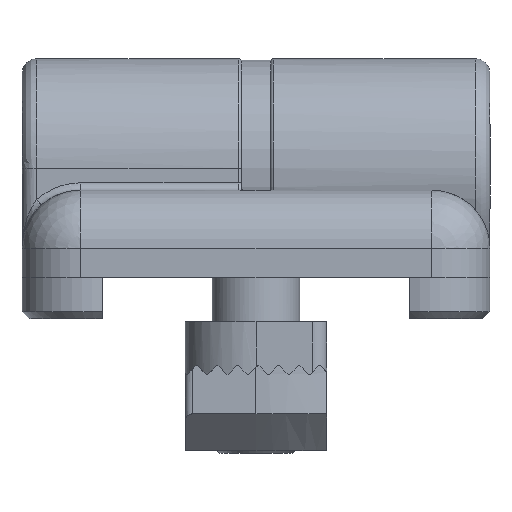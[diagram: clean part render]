
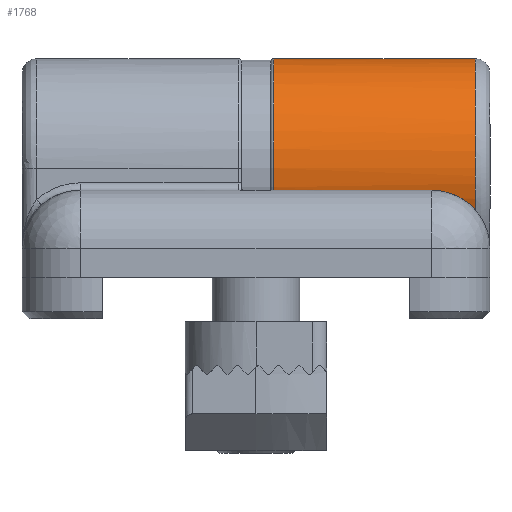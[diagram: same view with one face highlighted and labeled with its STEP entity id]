
A CAD part, front view. The second image highlights one B-rep face of the part: STEP entity #1768.
In plain terms, the highlighted cylindrical face has radius 7.5 mm (diameter 15 mm), a partial arc.
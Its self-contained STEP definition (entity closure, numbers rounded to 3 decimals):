
#1768=ADVANCED_FACE('',(#2116),#2117,.T.);
#2116=FACE_OUTER_BOUND('',#2635,.T.);
#2117=CYLINDRICAL_SURFACE('',#2636,7.5);
#2635=EDGE_LOOP('',(#3811,#3812,#3813,#3814,#3815));
#2636=AXIS2_PLACEMENT_3D('',#3816,#3817,#3818);
#3811=ORIENTED_EDGE('',*,*,#4131,.T.);
#3812=ORIENTED_EDGE('',*,*,#4235,.T.);
#3813=ORIENTED_EDGE('',*,*,#4234,.T.);
#3814=ORIENTED_EDGE('',*,*,#4176,.F.);
#3815=ORIENTED_EDGE('',*,*,#4129,.T.);
#3816=CARTESIAN_POINT('',(0.,-16.0,0.0));
#3817=DIRECTION('',(0.,1.0,0.));
#3818=DIRECTION('',(-1.0,0.,0.0));
#4129=EDGE_CURVE('',#4684,#4703,#4704,.T.);
#4131=EDGE_CURVE('',#4703,#4705,#4707,.T.);
#4176=EDGE_CURVE('',#4684,#4784,#4785,.T.);
#4234=EDGE_CURVE('',#4847,#4784,#4872,.F.);
#4235=EDGE_CURVE('',#4705,#4847,#4873,.T.);
#4684=VERTEX_POINT('',#5616);
#4703=VERTEX_POINT('',#5673);
#4704=B_SPLINE_CURVE_WITH_KNOTS('',3,(#5674,#5675,#5676,#5677,#5678,#5679,#5680,#5681,#5682,#5683,#5684,#5685,#5686,#5687,#5688,#5689,#5690,#5691,#5692,#5693,#5694,#5695,#5696,#5697,#5698,#5699,#5700),.UNSPECIFIED.,.F.,.F.,(4,1,1,1,1,1,1,1,1,1,1,1,1,1,1,1,1,1,1,1,1,1,1,1,4),(0.0,0.024,0.047,0.07,0.091,0.111,0.131,0.15,0.168,0.185,0.201,0.216,0.231,0.244,0.257,0.388,0.505,0.632,0.751,0.789,0.829,0.869,0.912,0.955,1.0),.UNSPECIFIED.);
#4705=VERTEX_POINT('',#5701);
#4707=B_SPLINE_CURVE_WITH_KNOTS('',3,(#5703,#5704,#5705,#5706,#5707,#5708,#5709,#5710,#5711,#5712,#5713,#5714,#5715,#5716,#5717,#5718,#5719,#5720),.UNSPECIFIED.,.F.,.F.,(4,2,2,2,2,2,2,2,4),(0.0,0.125,0.25,0.375,0.5,0.625,0.75,0.875,1.0),.UNSPECIFIED.);
#4784=VERTEX_POINT('',#5868);
#4785=B_SPLINE_CURVE_WITH_KNOTS('',1,(#5869,#5870),.UNSPECIFIED.,.F.,.F.,(2,2),(0.0,1.0),.UNSPECIFIED.);
#4847=VERTEX_POINT('',#5967);
#4872=CIRCLE('',#6026,7.5);
#4873=LINE('',#6027,#6028);
#5616=CARTESIAN_POINT('',(0.,-16.,-7.5));
#5673=CARTESIAN_POINT('',(-7.5,-15.0,0.));
#5674=CARTESIAN_POINT('',(0.,-16.,-7.5));
#5675=CARTESIAN_POINT('',(-0.094,-15.984,-7.499));
#5676=CARTESIAN_POINT('',(-0.277,-15.953,-7.497));
#5677=CARTESIAN_POINT('',(-0.548,-15.907,-7.481));
#5678=CARTESIAN_POINT('',(-0.807,-15.864,-7.458));
#5679=CARTESIAN_POINT('',(-1.055,-15.822,-7.427));
#5680=CARTESIAN_POINT('',(-1.292,-15.782,-7.389));
#5681=CARTESIAN_POINT('',(-1.517,-15.744,-7.346));
#5682=CARTESIAN_POINT('',(-1.732,-15.708,-7.298));
#5683=CARTESIAN_POINT('',(-1.934,-15.674,-7.247));
#5684=CARTESIAN_POINT('',(-2.126,-15.642,-7.193));
#5685=CARTESIAN_POINT('',(-2.306,-15.612,-7.137));
#5686=CARTESIAN_POINT('',(-2.475,-15.584,-7.08));
#5687=CARTESIAN_POINT('',(-2.633,-15.558,-7.023));
#5688=CARTESIAN_POINT('',(-2.781,-15.533,-6.966));
#5689=CARTESIAN_POINT('',(-3.349,-15.44,-6.732));
#5690=CARTESIAN_POINT('',(-4.251,-15.298,-6.237));
#5691=CARTESIAN_POINT('',(-5.386,-15.133,-5.286));
#5692=CARTESIAN_POINT('',(-6.293,-15.026,-4.167));
#5693=CARTESIAN_POINT('',(-6.82,-14.998,-3.17));
#5694=CARTESIAN_POINT('',(-7.095,-15.,-2.446));
#5695=CARTESIAN_POINT('',(-7.233,-15.,-2.));
#5696=CARTESIAN_POINT('',(-7.348,-15.,-1.531));
#5697=CARTESIAN_POINT('',(-7.433,-15.,-1.039));
#5698=CARTESIAN_POINT('',(-7.489,-15.,-0.526));
#5699=CARTESIAN_POINT('',(-7.496,-15.,-0.177));
#5700=CARTESIAN_POINT('',(-7.5,-15.0,0.));
#5701=CARTESIAN_POINT('',(7.5,-15.0,0.));
#5703=CARTESIAN_POINT('',(-7.5,-15.0,0.));
#5704=CARTESIAN_POINT('',(-7.5,-15.0,0.982));
#5705=CARTESIAN_POINT('',(-7.305,-15.0,1.963));
#5706=CARTESIAN_POINT('',(-6.553,-15.0,3.777));
#5707=CARTESIAN_POINT('',(-5.998,-15.0,4.609));
#5708=CARTESIAN_POINT('',(-4.609,-15.0,5.998));
#5709=CARTESIAN_POINT('',(-3.777,-15.0,6.553));
#5710=CARTESIAN_POINT('',(-1.963,-15.0,7.305));
#5711=CARTESIAN_POINT('',(-0.982,-15.0,7.5));
#5712=CARTESIAN_POINT('',(0.982,-15.0,7.5));
#5713=CARTESIAN_POINT('',(1.963,-15.0,7.305));
#5714=CARTESIAN_POINT('',(3.777,-15.0,6.553));
#5715=CARTESIAN_POINT('',(4.609,-15.0,5.998));
#5716=CARTESIAN_POINT('',(5.998,-15.0,4.609));
#5717=CARTESIAN_POINT('',(6.553,-15.0,3.777));
#5718=CARTESIAN_POINT('',(7.305,-15.0,1.963));
#5719=CARTESIAN_POINT('',(7.5,-15.0,0.982));
#5720=CARTESIAN_POINT('',(7.5,-15.0,0.));
#5868=CARTESIAN_POINT('',(0.,-1.2,-7.5));
#5869=CARTESIAN_POINT('',(0.,-16.,-7.5));
#5870=CARTESIAN_POINT('',(0.,-1.2,-7.5));
#5967=CARTESIAN_POINT('',(7.5,-1.2,0.));
#6026=AXIS2_PLACEMENT_3D('',#6627,#6628,#6629);
#6027=CARTESIAN_POINT('',(7.5,-16.0,0.));
#6028=VECTOR('',#6630,1.0);
#6627=CARTESIAN_POINT('',(0.,-1.2,0.));
#6628=DIRECTION('',(0.,1.0,0.));
#6629=DIRECTION('',(-1.0,0.,0.0));
#6630=DIRECTION('',(0.,1.0,0.));
